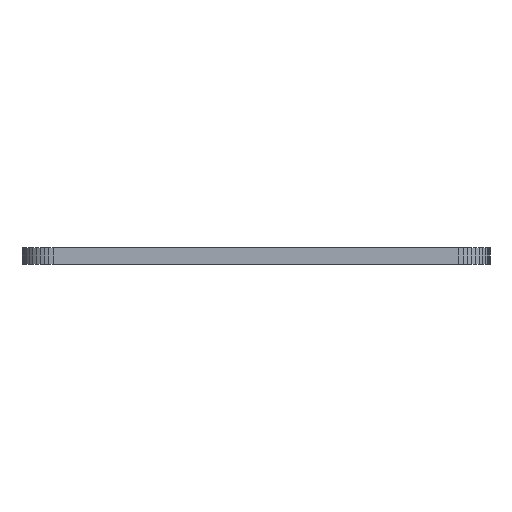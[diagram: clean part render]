
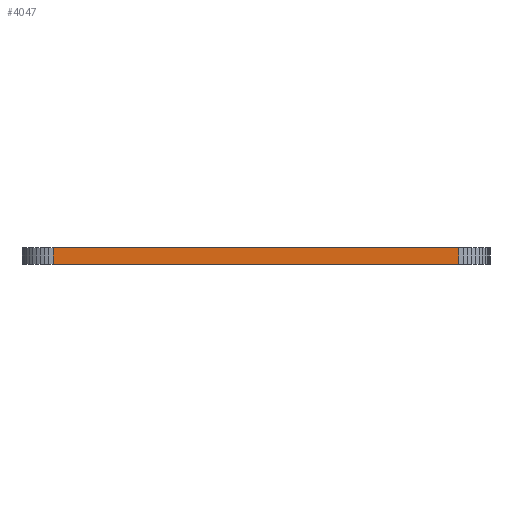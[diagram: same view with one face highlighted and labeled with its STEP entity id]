
A CAD part, left-side view. The second image highlights one B-rep face of the part: STEP entity #4047.
In plain terms, the highlighted planar face has unit normal (-1, 0, 0).
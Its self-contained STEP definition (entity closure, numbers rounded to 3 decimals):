
#83 = PLANE('',#84);
#84 = AXIS2_PLACEMENT_3D('',#85,#86,#87);
#85 = CARTESIAN_POINT('',(144.,-96.,1.07));
#86 = DIRECTION('',(-0.,-0.,-1.));
#87 = DIRECTION('',(-1.,0.,0.));
#137 = PLANE('',#138);
#138 = AXIS2_PLACEMENT_3D('',#139,#140,#141);
#139 = CARTESIAN_POINT('',(144.,-96.,0.));
#140 = DIRECTION('',(-0.,-0.,-1.));
#141 = DIRECTION('',(-1.,0.,0.));
#1170 = VERTEX_POINT('',#1171);
#1171 = CARTESIAN_POINT('',(112.25,-109.,0.));
#1185 = PLANE('',#1186);
#1186 = AXIS2_PLACEMENT_3D('',#1187,#1188,#1189);
#1187 = CARTESIAN_POINT('',(112.27,-109.285,0.));
#1188 = DIRECTION('',(-0.997,-0.071,0.));
#1189 = DIRECTION('',(-0.071,0.997,0.));
#1197 = EDGE_CURVE('',#1170,#1198,#1200,.T.);
#1198 = VERTEX_POINT('',#1199);
#1199 = CARTESIAN_POINT('',(112.25,-83.,0.));
#1200 = SURFACE_CURVE('',#1201,(#1205,#1212),.PCURVE_S1.);
#1201 = LINE('',#1202,#1203);
#1202 = CARTESIAN_POINT('',(112.25,-109.,0.));
#1203 = VECTOR('',#1204,1.);
#1204 = DIRECTION('',(0.,1.,0.));
#1205 = PCURVE('',#137,#1206);
#1206 = DEFINITIONAL_REPRESENTATION('',(#1207),#1211);
#1207 = LINE('',#1208,#1209);
#1208 = CARTESIAN_POINT('',(31.75,-13.));
#1209 = VECTOR('',#1210,1.);
#1210 = DIRECTION('',(0.,1.));
#1211 = ( GEOMETRIC_REPRESENTATION_CONTEXT(2) 
PARAMETRIC_REPRESENTATION_CONTEXT() REPRESENTATION_CONTEXT('2D SPACE',''
  ) );
#1212 = PCURVE('',#1213,#1218);
#1213 = PLANE('',#1214);
#1214 = AXIS2_PLACEMENT_3D('',#1215,#1216,#1217);
#1215 = CARTESIAN_POINT('',(112.25,-109.,0.));
#1216 = DIRECTION('',(-1.,0.,0.));
#1217 = DIRECTION('',(0.,1.,0.));
#1218 = DEFINITIONAL_REPRESENTATION('',(#1219),#1223);
#1219 = LINE('',#1220,#1221);
#1220 = CARTESIAN_POINT('',(0.,0.));
#1221 = VECTOR('',#1222,1.);
#1222 = DIRECTION('',(1.,0.));
#1223 = ( GEOMETRIC_REPRESENTATION_CONTEXT(2) 
PARAMETRIC_REPRESENTATION_CONTEXT() REPRESENTATION_CONTEXT('2D SPACE',''
  ) );
#1241 = PLANE('',#1242);
#1242 = AXIS2_PLACEMENT_3D('',#1243,#1244,#1245);
#1243 = CARTESIAN_POINT('',(112.25,-83.,0.));
#1244 = DIRECTION('',(-0.997,0.071,0.));
#1245 = DIRECTION('',(0.071,0.997,0.));
#2712 = VERTEX_POINT('',#2713);
#2713 = CARTESIAN_POINT('',(112.25,-109.,1.07));
#2734 = EDGE_CURVE('',#2712,#2735,#2737,.T.);
#2735 = VERTEX_POINT('',#2736);
#2736 = CARTESIAN_POINT('',(112.25,-83.,1.07));
#2737 = SURFACE_CURVE('',#2738,(#2742,#2749),.PCURVE_S1.);
#2738 = LINE('',#2739,#2740);
#2739 = CARTESIAN_POINT('',(112.25,-109.,1.07));
#2740 = VECTOR('',#2741,1.);
#2741 = DIRECTION('',(0.,1.,0.));
#2742 = PCURVE('',#83,#2743);
#2743 = DEFINITIONAL_REPRESENTATION('',(#2744),#2748);
#2744 = LINE('',#2745,#2746);
#2745 = CARTESIAN_POINT('',(31.75,-13.));
#2746 = VECTOR('',#2747,1.);
#2747 = DIRECTION('',(0.,1.));
#2748 = ( GEOMETRIC_REPRESENTATION_CONTEXT(2) 
PARAMETRIC_REPRESENTATION_CONTEXT() REPRESENTATION_CONTEXT('2D SPACE',''
  ) );
#2749 = PCURVE('',#1213,#2750);
#2750 = DEFINITIONAL_REPRESENTATION('',(#2751),#2755);
#2751 = LINE('',#2752,#2753);
#2752 = CARTESIAN_POINT('',(0.,-1.07));
#2753 = VECTOR('',#2754,1.);
#2754 = DIRECTION('',(1.,0.));
#2755 = ( GEOMETRIC_REPRESENTATION_CONTEXT(2) 
PARAMETRIC_REPRESENTATION_CONTEXT() REPRESENTATION_CONTEXT('2D SPACE',''
  ) );
#3997 = EDGE_CURVE('',#1198,#2735,#3998,.T.);
#3998 = SURFACE_CURVE('',#3999,(#4003,#4010),.PCURVE_S1.);
#3999 = LINE('',#4000,#4001);
#4000 = CARTESIAN_POINT('',(112.25,-83.,0.));
#4001 = VECTOR('',#4002,1.);
#4002 = DIRECTION('',(0.,0.,1.));
#4003 = PCURVE('',#1241,#4004);
#4004 = DEFINITIONAL_REPRESENTATION('',(#4005),#4009);
#4005 = LINE('',#4006,#4007);
#4006 = CARTESIAN_POINT('',(0.,0.));
#4007 = VECTOR('',#4008,1.);
#4008 = DIRECTION('',(0.,-1.));
#4009 = ( GEOMETRIC_REPRESENTATION_CONTEXT(2) 
PARAMETRIC_REPRESENTATION_CONTEXT() REPRESENTATION_CONTEXT('2D SPACE',''
  ) );
#4010 = PCURVE('',#1213,#4011);
#4011 = DEFINITIONAL_REPRESENTATION('',(#4012),#4016);
#4012 = LINE('',#4013,#4014);
#4013 = CARTESIAN_POINT('',(26.,0.));
#4014 = VECTOR('',#4015,1.);
#4015 = DIRECTION('',(0.,-1.));
#4016 = ( GEOMETRIC_REPRESENTATION_CONTEXT(2) 
PARAMETRIC_REPRESENTATION_CONTEXT() REPRESENTATION_CONTEXT('2D SPACE',''
  ) );
#4047 = ADVANCED_FACE('',(#4048),#1213,.T.);
#4048 = FACE_BOUND('',#4049,.T.);
#4049 = EDGE_LOOP('',(#4050,#4071,#4072,#4073));
#4050 = ORIENTED_EDGE('',*,*,#4051,.T.);
#4051 = EDGE_CURVE('',#1170,#2712,#4052,.T.);
#4052 = SURFACE_CURVE('',#4053,(#4057,#4064),.PCURVE_S1.);
#4053 = LINE('',#4054,#4055);
#4054 = CARTESIAN_POINT('',(112.25,-109.,0.));
#4055 = VECTOR('',#4056,1.);
#4056 = DIRECTION('',(0.,0.,1.));
#4057 = PCURVE('',#1213,#4058);
#4058 = DEFINITIONAL_REPRESENTATION('',(#4059),#4063);
#4059 = LINE('',#4060,#4061);
#4060 = CARTESIAN_POINT('',(0.,0.));
#4061 = VECTOR('',#4062,1.);
#4062 = DIRECTION('',(0.,-1.));
#4063 = ( GEOMETRIC_REPRESENTATION_CONTEXT(2) 
PARAMETRIC_REPRESENTATION_CONTEXT() REPRESENTATION_CONTEXT('2D SPACE',''
  ) );
#4064 = PCURVE('',#1185,#4065);
#4065 = DEFINITIONAL_REPRESENTATION('',(#4066),#4070);
#4066 = LINE('',#4067,#4068);
#4067 = CARTESIAN_POINT('',(0.285,0.));
#4068 = VECTOR('',#4069,1.);
#4069 = DIRECTION('',(0.,-1.));
#4070 = ( GEOMETRIC_REPRESENTATION_CONTEXT(2) 
PARAMETRIC_REPRESENTATION_CONTEXT() REPRESENTATION_CONTEXT('2D SPACE',''
  ) );
#4071 = ORIENTED_EDGE('',*,*,#2734,.T.);
#4072 = ORIENTED_EDGE('',*,*,#3997,.F.);
#4073 = ORIENTED_EDGE('',*,*,#1197,.F.);
